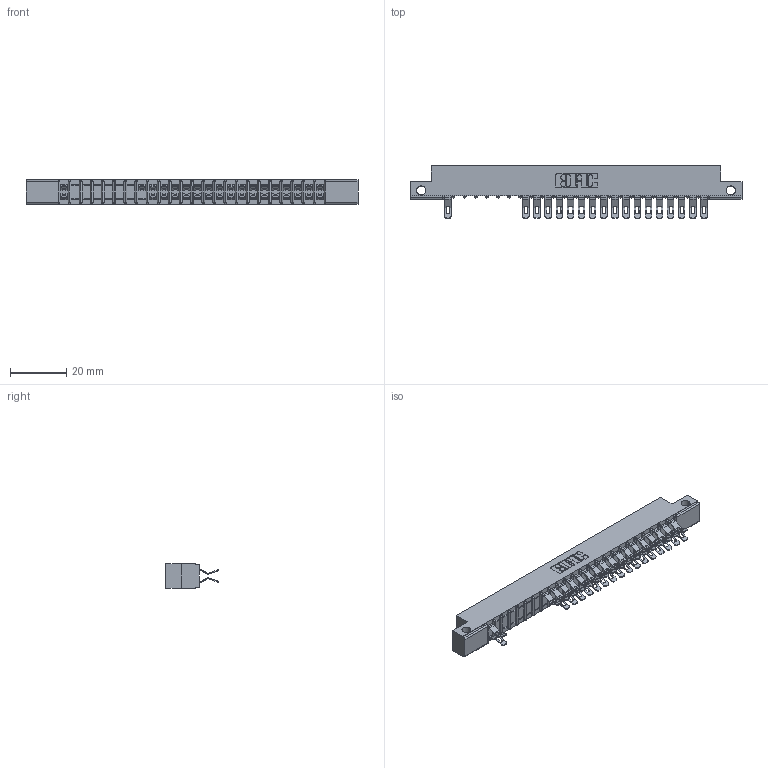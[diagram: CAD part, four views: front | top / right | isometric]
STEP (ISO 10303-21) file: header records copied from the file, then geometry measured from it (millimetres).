
FILE_DESCRIPTION (( 'STEP AP203' ), '1' );
FILE_NAME ('307-048-555-212.STEP', '2018-08-06T03:55:14', ( '' ), ( '' ), 'SwSTEP 2.0', 'SolidWorks 2016', '' );
FILE_SCHEMA (( 'CONFIG_CONTROL_DESIGN' ));
Length unit declared in the file: inch
Products named in the file (3): 307 Part_.128 Dia Side Mounting Holes; 307-290-001_555; 307-048-555-212
Assembly tree (36 placements, depth 2):
  307-048-555-212
    307 Part_.128 Dia Side Mounting Holes
    307-290-001_555  x35
Bounding box: 118.11 x 18.75 x 8.71 mm (x, y, z)
Volume: 7585.5 mm3; surface area: 12945.8 mm2
Topology: 36 solids, 36 shells, 2408 faces, 7074 edges, 4600 vertices
Faces by surface type: plane 1338, cylinder 1020, sphere 50
Entity records: 23685 total; most frequent: CARTESIAN_POINT 3939, ORIENTED_EDGE 3916, DIRECTION 3860, EDGE_CURVE 1958, VECTOR 1482, LINE 1482, VERTEX_POINT 1268, AXIS2_PLACEMENT_3D 1189
